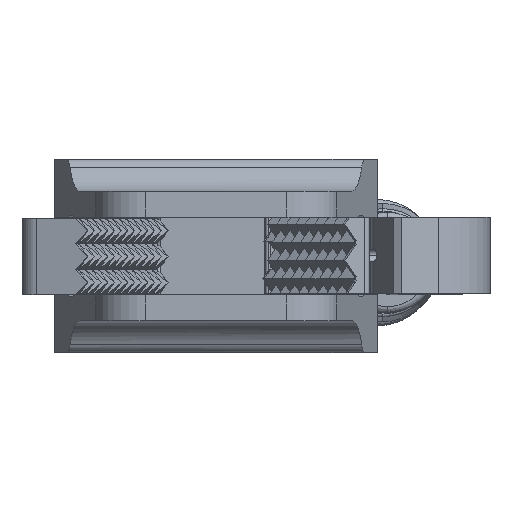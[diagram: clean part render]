
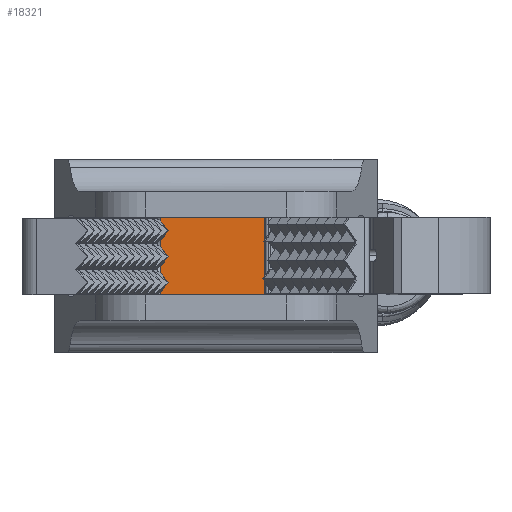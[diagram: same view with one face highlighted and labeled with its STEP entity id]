
A CAD part, left-side view. The second image highlights one B-rep face of the part: STEP entity #18321.
In plain terms, the highlighted planar face has unit normal (-1, 0, 0).
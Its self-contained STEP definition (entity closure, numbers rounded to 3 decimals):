
#1442 = CARTESIAN_POINT ( 'NONE',  ( -22., 4.321, -3. ) ) ;
#2313 = VERTEX_POINT ( 'NONE', #13210 ) ;
#2570 = EDGE_CURVE ( 'NONE', #3852, #13682, #8233, .T. ) ;
#2838 = CARTESIAN_POINT ( 'NONE',  ( -22., 0., 0. ) ) ;
#2982 = DIRECTION ( 'NONE',  ( 0., -1., 0. ) ) ;
#3275 = ORIENTED_EDGE ( 'NONE', *, *, #5863, .T. ) ;
#3852 = VERTEX_POINT ( 'NONE', #1442 ) ;
#4265 = PLANE ( 'NONE',  #6160 ) ;
#4544 = EDGE_CURVE ( 'NONE', #3852, #2313, #12377, .T. ) ;
#4555 = VECTOR ( 'NONE', #12574, 1000. ) ;
#4854 = EDGE_LOOP ( 'NONE', ( #3275, #7597, #17413, #17764 ) ) ;
#5384 = CARTESIAN_POINT ( 'NONE',  ( -22., -4.321, 0. ) ) ;
#5644 = FACE_OUTER_BOUND ( 'NONE', #4854, .T. ) ;
#5863 = EDGE_CURVE ( 'NONE', #8718, #13682, #8310, .T. ) ;
#6160 = AXIS2_PLACEMENT_3D ( 'NONE', #2838, #14121, #14177 ) ;
#6788 = VECTOR ( 'NONE', #13884, 1000. ) ;
#7597 = ORIENTED_EDGE ( 'NONE', *, *, #2570, .F. ) ;
#8233 = LINE ( 'NONE', #12449, #15780 ) ;
#8310 = LINE ( 'NONE', #11150, #4555 ) ;
#8718 = VERTEX_POINT ( 'NONE', #12859 ) ;
#9035 = VECTOR ( 'NONE', #2982, 1000. ) ;
#9588 = DIRECTION ( 'NONE',  ( 0., 0., 1. ) ) ;
#10741 = CARTESIAN_POINT ( 'NONE',  ( -22., 4.321, 3. ) ) ;
#11150 = CARTESIAN_POINT ( 'NONE',  ( -22., -9.2, 3. ) ) ;
#11471 = CARTESIAN_POINT ( 'NONE',  ( -22., -9.2, -3. ) ) ;
#12377 = LINE ( 'NONE', #11471, #9035 ) ;
#12449 = CARTESIAN_POINT ( 'NONE',  ( -22., 4.321, 0. ) ) ;
#12574 = DIRECTION ( 'NONE',  ( 0., 1., 0. ) ) ;
#12859 = CARTESIAN_POINT ( 'NONE',  ( -22., -4.321, 3. ) ) ;
#13210 = CARTESIAN_POINT ( 'NONE',  ( -22., -4.321, -3. ) ) ;
#13682 = VERTEX_POINT ( 'NONE', #10741 ) ;
#13884 = DIRECTION ( 'NONE',  ( 0., 0., -1. ) ) ;
#14121 = DIRECTION ( 'NONE',  ( -1., 0., 0. ) ) ;
#14177 = DIRECTION ( 'NONE',  ( 0., 0., 1. ) ) ;
#15780 = VECTOR ( 'NONE', #9588, 1000. ) ;
#17413 = ORIENTED_EDGE ( 'NONE', *, *, #4544, .T. ) ;
#17690 = EDGE_CURVE ( 'NONE', #8718, #2313, #18060, .T. ) ;
#17764 = ORIENTED_EDGE ( 'NONE', *, *, #17690, .F. ) ;
#18060 = LINE ( 'NONE', #5384, #6788 ) ;
#18321 = ADVANCED_FACE ( 'NONE', ( #5644 ), #4265, .T. ) ;
